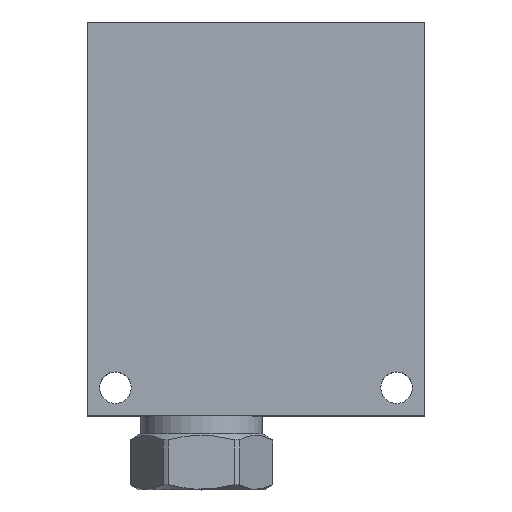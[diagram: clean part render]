
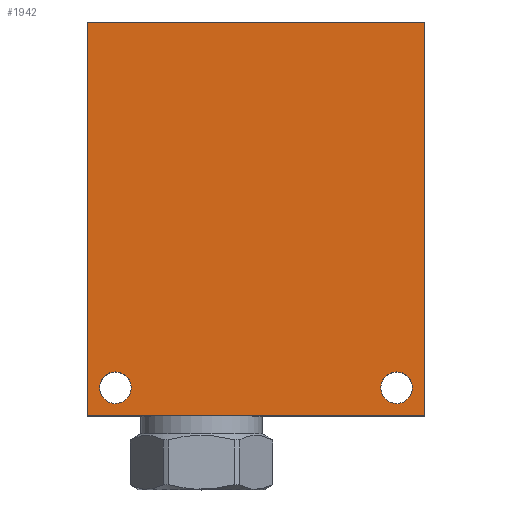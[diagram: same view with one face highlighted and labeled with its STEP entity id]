
A CAD part, top view. The second image highlights one B-rep face of the part: STEP entity #1942.
In plain terms, the highlighted planar face has unit normal (0, 0, 1).
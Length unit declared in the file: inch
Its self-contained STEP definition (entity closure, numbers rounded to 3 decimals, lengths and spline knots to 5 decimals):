
#93=DIRECTION('',(0.,-1.,0.));
#94=VECTOR('',#93,3.5);
#95=CARTESIAN_POINT('',(0.,0.,1.5));
#96=LINE('',#95,#94);
#97=DIRECTION('',(-1.,0.,0.));
#98=VECTOR('',#97,3.);
#99=CARTESIAN_POINT('',(3.,0.,1.5));
#100=LINE('',#99,#98);
#101=DIRECTION('',(0.,1.,0.));
#102=VECTOR('',#101,3.5);
#103=CARTESIAN_POINT('',(3.,-3.5,1.5));
#104=LINE('',#103,#102);
#105=DIRECTION('',(1.,0.,0.));
#106=VECTOR('',#105,3.);
#107=CARTESIAN_POINT('',(0.,-3.5,1.5));
#108=LINE('',#107,#106);
#109=CARTESIAN_POINT('',(0.25,-3.25,1.5));
#110=DIRECTION('',(0.,0.,1.));
#111=DIRECTION('',(0.,1.,0.));
#112=AXIS2_PLACEMENT_3D('',#109,#110,#111);
#114=CARTESIAN_POINT('',(0.25,-3.25,1.5));
#115=DIRECTION('',(0.,0.,1.));
#116=DIRECTION('',(0.,-1.,0.));
#117=AXIS2_PLACEMENT_3D('',#114,#115,#116);
#119=CARTESIAN_POINT('',(2.75,-3.25,1.5));
#120=DIRECTION('',(0.,0.,1.));
#121=DIRECTION('',(0.,1.,0.));
#122=AXIS2_PLACEMENT_3D('',#119,#120,#121);
#124=CARTESIAN_POINT('',(2.75,-3.25,1.5));
#125=DIRECTION('',(0.,0.,1.));
#126=DIRECTION('',(0.,-1.,0.));
#127=AXIS2_PLACEMENT_3D('',#124,#125,#126);
#1605=CARTESIAN_POINT('',(0.,0.,1.5));
#1606=CARTESIAN_POINT('',(0.,-3.5,1.5));
#1607=VERTEX_POINT('',#1605);
#1608=VERTEX_POINT('',#1606);
#1609=CARTESIAN_POINT('',(3.,-3.5,1.5));
#1610=VERTEX_POINT('',#1609);
#1611=CARTESIAN_POINT('',(3.,0.,1.5));
#1612=VERTEX_POINT('',#1611);
#1617=CARTESIAN_POINT('',(0.25,-3.1095,1.5));
#1618=CARTESIAN_POINT('',(0.25,-3.3905,1.5));
#1619=VERTEX_POINT('',#1617);
#1620=VERTEX_POINT('',#1618);
#1625=CARTESIAN_POINT('',(2.75,-3.1095,1.5));
#1626=CARTESIAN_POINT('',(2.75,-3.3905,1.5));
#1627=VERTEX_POINT('',#1625);
#1628=VERTEX_POINT('',#1626);
#1919=CARTESIAN_POINT('',(0.,0.,1.5));
#1920=DIRECTION('',(0.,0.,1.));
#1921=DIRECTION('',(1.,0.,0.));
#1922=AXIS2_PLACEMENT_3D('',#1919,#1920,#1921);
#1923=PLANE('',#1922);
#1924=ORIENTED_EDGE('',*,*,#1847,.F.);
#1925=ORIENTED_EDGE('',*,*,#1868,.F.);
#1926=ORIENTED_EDGE('',*,*,#1888,.F.);
#1927=ORIENTED_EDGE('',*,*,#1907,.F.);
#1928=EDGE_LOOP('',(#1924,#1925,#1926,#1927));
#1929=FACE_OUTER_BOUND('',#1928,.F.);
#1931=ORIENTED_EDGE('',*,*,#1930,.T.);
#1933=ORIENTED_EDGE('',*,*,#1932,.T.);
#1934=EDGE_LOOP('',(#1931,#1933));
#1935=FACE_BOUND('',#1934,.F.);
#1937=ORIENTED_EDGE('',*,*,#1936,.T.);
#1939=ORIENTED_EDGE('',*,*,#1938,.T.);
#1940=EDGE_LOOP('',(#1937,#1939));
#1941=FACE_BOUND('',#1940,.F.);
#1942=ADVANCED_FACE('',(#1929,#1935,#1941),#1923,.T.);
#113=CIRCLE('',#112,0.1405);
#118=CIRCLE('',#117,0.1405);
#123=CIRCLE('',#122,0.1405);
#128=CIRCLE('',#127,0.1405);
#1847=EDGE_CURVE('',#1607,#1608,#96,.T.);
#1868=EDGE_CURVE('',#1612,#1607,#100,.T.);
#1888=EDGE_CURVE('',#1610,#1612,#104,.T.);
#1907=EDGE_CURVE('',#1608,#1610,#108,.T.);
#1930=EDGE_CURVE('',#1619,#1620,#113,.T.);
#1932=EDGE_CURVE('',#1620,#1619,#118,.T.);
#1936=EDGE_CURVE('',#1627,#1628,#123,.T.);
#1938=EDGE_CURVE('',#1628,#1627,#128,.T.);
